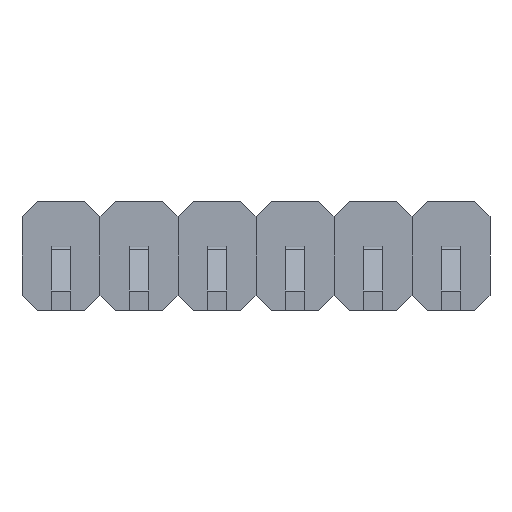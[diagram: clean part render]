
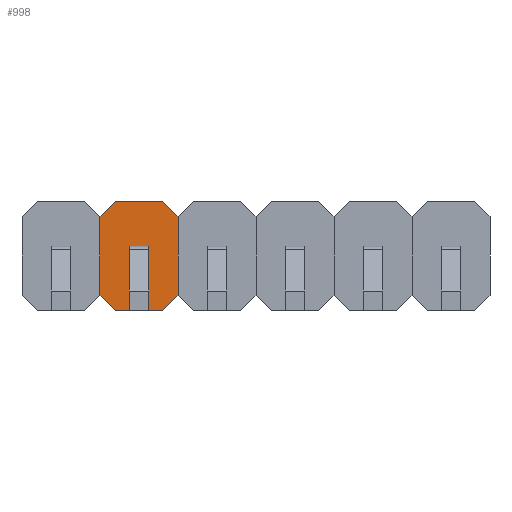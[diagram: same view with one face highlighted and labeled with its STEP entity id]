
A CAD part, left-side view. The second image highlights one B-rep face of the part: STEP entity #998.
In plain terms, the highlighted planar face has unit normal (-1, 0, 0).
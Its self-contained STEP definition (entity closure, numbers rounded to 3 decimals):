
#962 = EDGE_CURVE('',#963,#965,#967,.T.);
#963 = VERTEX_POINT('',#964);
#964 = CARTESIAN_POINT('',(3.808,0.77,3.56));
#965 = VERTEX_POINT('',#966);
#966 = CARTESIAN_POINT('',(3.808,-0.77,3.56));
#967 = LINE('',#968,#969);
#968 = CARTESIAN_POINT('',(3.808,1.27,3.56));
#969 = VECTOR('',#970,1.);
#970 = DIRECTION('',(0.,-1.,0.));
#998 = ADVANCED_FACE('',(#999),#1056,.F.);
#999 = FACE_BOUND('',#1000,.F.);
#1000 = EDGE_LOOP('',(#1001,#1002,#1010,#1018,#1026,#1034,#1042,#1050));
#1001 = ORIENTED_EDGE('',*,*,#962,.T.);
#1002 = ORIENTED_EDGE('',*,*,#1003,.T.);
#1003 = EDGE_CURVE('',#965,#1004,#1006,.T.);
#1004 = VERTEX_POINT('',#1005);
#1005 = CARTESIAN_POINT('',(3.808,-1.27,3.06));
#1006 = LINE('',#1007,#1008);
#1007 = CARTESIAN_POINT('',(3.808,-1.148,3.183));
#1008 = VECTOR('',#1009,1.);
#1009 = DIRECTION('',(0.,-0.707,-0.707
    ));
#1010 = ORIENTED_EDGE('',*,*,#1011,.T.);
#1011 = EDGE_CURVE('',#1004,#1012,#1014,.T.);
#1012 = VERTEX_POINT('',#1013);
#1013 = CARTESIAN_POINT('',(3.808,-1.27,0.5));
#1014 = LINE('',#1015,#1016);
#1015 = CARTESIAN_POINT('',(3.808,-1.27,3.56));
#1016 = VECTOR('',#1017,1.);
#1017 = DIRECTION('',(0.,0.,-1.));
#1018 = ORIENTED_EDGE('',*,*,#1019,.T.);
#1019 = EDGE_CURVE('',#1012,#1020,#1022,.T.);
#1020 = VERTEX_POINT('',#1021);
#1021 = CARTESIAN_POINT('',(3.808,-0.77,0.));
#1022 = LINE('',#1023,#1024);
#1023 = CARTESIAN_POINT('',(3.808,-1.148,0.378));
#1024 = VECTOR('',#1025,1.);
#1025 = DIRECTION('',(0.,0.707,-0.707)
  );
#1026 = ORIENTED_EDGE('',*,*,#1027,.T.);
#1027 = EDGE_CURVE('',#1020,#1028,#1030,.T.);
#1028 = VERTEX_POINT('',#1029);
#1029 = CARTESIAN_POINT('',(3.808,0.77,0.));
#1030 = LINE('',#1031,#1032);
#1031 = CARTESIAN_POINT('',(3.808,-1.27,0.));
#1032 = VECTOR('',#1033,1.);
#1033 = DIRECTION('',(0.,1.,0.));
#1034 = ORIENTED_EDGE('',*,*,#1035,.T.);
#1035 = EDGE_CURVE('',#1028,#1036,#1038,.T.);
#1036 = VERTEX_POINT('',#1037);
#1037 = CARTESIAN_POINT('',(3.808,1.27,0.5));
#1038 = LINE('',#1039,#1040);
#1039 = CARTESIAN_POINT('',(3.808,1.148,0.378));
#1040 = VECTOR('',#1041,1.);
#1041 = DIRECTION('',(0.,0.707,0.707)
  );
#1042 = ORIENTED_EDGE('',*,*,#1043,.T.);
#1043 = EDGE_CURVE('',#1036,#1044,#1046,.T.);
#1044 = VERTEX_POINT('',#1045);
#1045 = CARTESIAN_POINT('',(3.808,1.27,3.06));
#1046 = LINE('',#1047,#1048);
#1047 = CARTESIAN_POINT('',(3.808,1.27,0.));
#1048 = VECTOR('',#1049,1.);
#1049 = DIRECTION('',(0.,0.,1.));
#1050 = ORIENTED_EDGE('',*,*,#1051,.F.);
#1051 = EDGE_CURVE('',#963,#1044,#1052,.T.);
#1052 = LINE('',#1053,#1054);
#1053 = CARTESIAN_POINT('',(3.808,1.148,3.183));
#1054 = VECTOR('',#1055,1.);
#1055 = DIRECTION('',(0.,0.707,-0.707)
  );
#1056 = PLANE('',#1057);
#1057 = AXIS2_PLACEMENT_3D('',#1058,#1059,#1060);
#1058 = CARTESIAN_POINT('',(3.808,0.,1.78));
#1059 = DIRECTION('',(1.,0.,0.));
#1060 = DIRECTION('',(0.,0.,1.));
